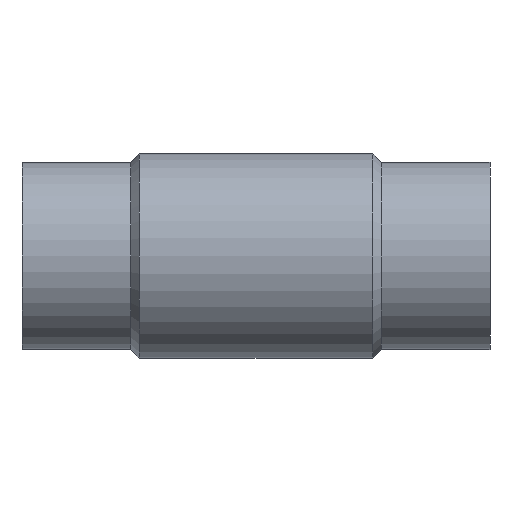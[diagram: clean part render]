
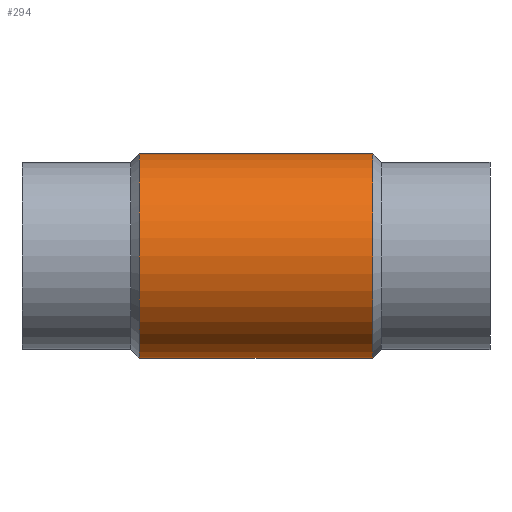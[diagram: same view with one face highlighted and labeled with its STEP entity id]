
A CAD part, front view. The second image highlights one B-rep face of the part: STEP entity #294.
In plain terms, the highlighted cylindrical face has radius 109.1 mm (diameter 218.2 mm), a full revolution.
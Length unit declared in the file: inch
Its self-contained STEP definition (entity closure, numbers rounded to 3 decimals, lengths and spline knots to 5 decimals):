
#7 = EDGE_CURVE ( 'NONE', #94, #255, #152, .T. ) ;
#8 = DIRECTION ( 'NONE',  ( 1., 0., 0. ) ) ;
#18 = CARTESIAN_POINT ( 'NONE',  ( -18.43307, 8.59055, 4.29528 ) ) ;
#27 = DIRECTION ( 'NONE',  ( 0., 1., 0. ) ) ;
#29 = CARTESIAN_POINT ( 'NONE',  ( -9.84252, 0., 4.29528 ) ) ;
#42 = CIRCLE ( 'NONE', #306, 4.29528 ) ;
#44 = ORIENTED_EDGE ( 'NONE', *, *, #7, .T. ) ;
#77 = CARTESIAN_POINT ( 'NONE',  ( -9.84252, 0., 0. ) ) ;
#87 = ORIENTED_EDGE ( 'NONE', *, *, #188, .T. ) ;
#94 = VERTEX_POINT ( 'NONE', #143 ) ;
#100 =( BOUNDED_CURVE ( )  B_SPLINE_CURVE ( 3, ( #29, #18, #164, #159 ),
 .UNSPECIFIED., .F., .T. ) 
 B_SPLINE_CURVE_WITH_KNOTS ( ( 4, 4 ),
 ( 1.5708, 4.71239 ),
 .UNSPECIFIED. ) 
 CURVE ( )  GEOMETRIC_REPRESENTATION_ITEM ( )  RATIONAL_B_SPLINE_CURVE ( ( 1., 0.333, 0.333, 1. ) ) 
 REPRESENTATION_ITEM ( '' )  );
#108 = CARTESIAN_POINT ( 'NONE',  ( -9.84252, 0., 4.29528 ) ) ;
#138 = CARTESIAN_POINT ( 'NONE',  ( -9.84252, 0., 4.29528 ) ) ;
#143 = CARTESIAN_POINT ( 'NONE',  ( -9.84252, 0., -4.29528 ) ) ;
#145 = ORIENTED_EDGE ( 'NONE', *, *, #158, .F. ) ;
#149 = EDGE_LOOP ( 'NONE', ( #351 ) ) ;
#151 = CARTESIAN_POINT ( 'NONE',  ( -14.75984, 4.29528, 0. ) ) ;
#152 =( BOUNDED_CURVE ( )  B_SPLINE_CURVE ( 3, ( #372, #280, #313, #138 ),
 .UNSPECIFIED., .F., .F. ) 
 B_SPLINE_CURVE_WITH_KNOTS ( ( 4, 4 ),
 ( 1.5708, 4.71239 ),
 .UNSPECIFIED. ) 
 CURVE ( )  GEOMETRIC_REPRESENTATION_ITEM ( )  RATIONAL_B_SPLINE_CURVE ( ( 1., 0.333, 0.333, 1. ) ) 
 REPRESENTATION_ITEM ( '' )  );
#158 = EDGE_CURVE ( 'NONE', #343, #343, #42, .T. ) ;
#159 = CARTESIAN_POINT ( 'NONE',  ( -9.84252, 0., -4.29528 ) ) ;
#164 = CARTESIAN_POINT ( 'NONE',  ( -18.43307, 8.59055, -4.29528 ) ) ;
#167 = AXIS2_PLACEMENT_3D ( 'NONE', #336, #308, #292 ) ;
#179 = CYLINDRICAL_SURFACE ( 'NONE', #370, 4.29528 ) ;
#183 = DIRECTION ( 'NONE',  ( 1., 0., 0. ) ) ;
#188 = EDGE_CURVE ( 'NONE', #255, #94, #100, .T. ) ;
#209 = CARTESIAN_POINT ( 'NONE',  ( -4.9252, 4.29528, 0. ) ) ;
#232 = DIRECTION ( 'NONE',  ( 0., 0., -1. ) ) ;
#255 = VERTEX_POINT ( 'NONE', #108 ) ;
#280 = CARTESIAN_POINT ( 'NONE',  ( -1.25197, 8.59055, -4.29528 ) ) ;
#292 = DIRECTION ( 'NONE',  ( 0., 1., 0. ) ) ;
#294 = ADVANCED_FACE ( 'NONE', ( #369, #352, #366 ), #179, .T. ) ;
#306 = AXIS2_PLACEMENT_3D ( 'NONE', #362, #8, #27 ) ;
#308 = DIRECTION ( 'NONE',  ( -1., 0., 0. ) ) ;
#313 = CARTESIAN_POINT ( 'NONE',  ( -1.25197, 8.59055, 4.29528 ) ) ;
#324 = VERTEX_POINT ( 'NONE', #151 ) ;
#336 = CARTESIAN_POINT ( 'NONE',  ( -14.75984, 0., 0. ) ) ;
#343 = VERTEX_POINT ( 'NONE', #209 ) ;
#351 = ORIENTED_EDGE ( 'NONE', *, *, #358, .F. ) ;
#352 = FACE_OUTER_BOUND ( 'NONE', #149, .T. ) ;
#358 = EDGE_CURVE ( 'NONE', #324, #324, #377, .T. ) ;
#362 = CARTESIAN_POINT ( 'NONE',  ( -4.9252, 0., 0. ) ) ;
#366 = FACE_OUTER_BOUND ( 'NONE', #378, .T. ) ;
#369 = FACE_BOUND ( 'NONE', #382, .T. ) ;
#370 = AXIS2_PLACEMENT_3D ( 'NONE', #77, #183, #232 ) ;
#372 = CARTESIAN_POINT ( 'NONE',  ( -9.84252, 0., -4.29528 ) ) ;
#377 = CIRCLE ( 'NONE', #167, 4.29528 ) ;
#378 = EDGE_LOOP ( 'NONE', ( #145 ) ) ;
#382 = EDGE_LOOP ( 'NONE', ( #87, #44 ) ) ;
